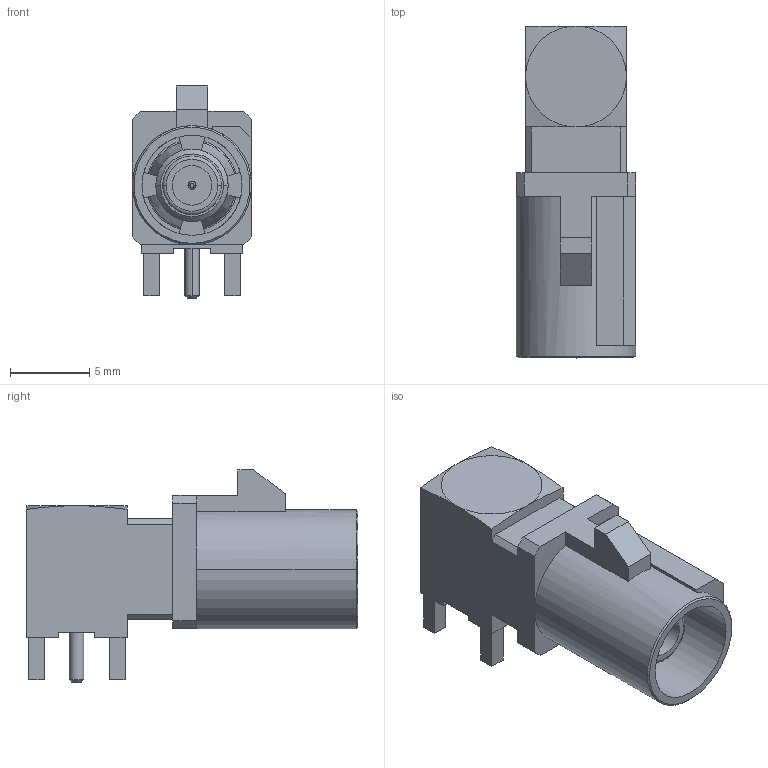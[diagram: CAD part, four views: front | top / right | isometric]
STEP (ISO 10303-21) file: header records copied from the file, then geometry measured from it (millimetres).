
FILE_DESCRIPTION((''),'2;1');
FILE_NAME('734035114','2016-05-20T',('rlalsangi'),(''),'PRO/ENGINEER BY PARAMETRIC TECHNOLOGY CORPORATION, 2012310','PRO/ENGINEER BY PARAMETRIC TECHNOLOGY CORPORATION, 2012310','');
FILE_SCHEMA(('CONFIG_CONTROL_DESIGN'));
Length unit declared in the file: millimetre
Products named in the file (1): 734035114
Bounding box: 7.5 x 20.88 x 13.34 mm (x, y, z)
Volume: 794.8 mm3; surface area: 1217.9 mm2
Topology: 1 solids, 1 shells, 169 faces, 475 edges, 315 vertices
Faces by surface type: plane 105, cylinder 34, cone 24, torus 6
Entity records: 5604 total; most frequent: CARTESIAN_POINT 1042, DIRECTION 970, ORIENTED_EDGE 930, EDGE_CURVE 465, AXIS2_PLACEMENT_3D 335, VERTEX_POINT 305, VECTOR 300, LINE 300
